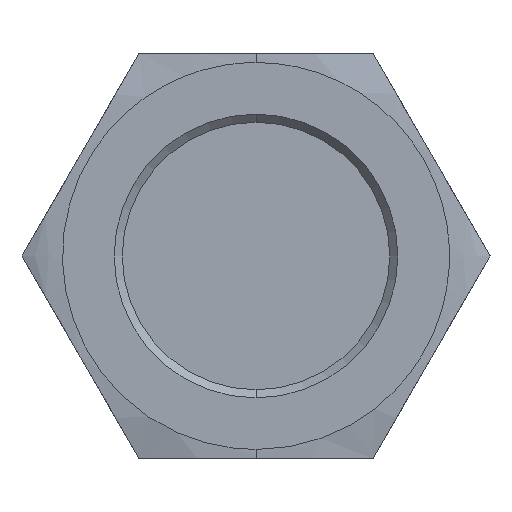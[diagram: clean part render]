
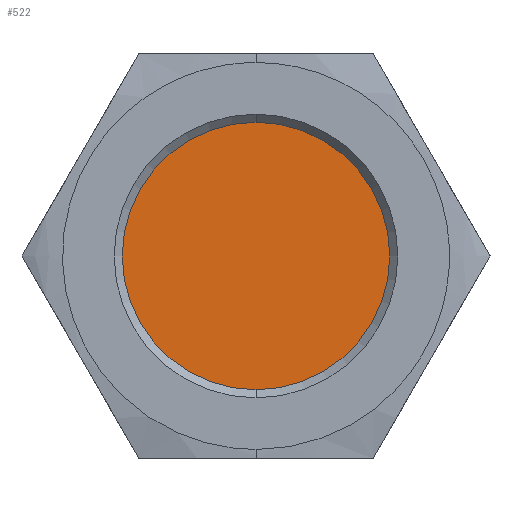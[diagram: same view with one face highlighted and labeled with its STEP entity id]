
A CAD part, front view. The second image highlights one B-rep face of the part: STEP entity #522.
In plain terms, the highlighted planar face has unit normal (0, -1, 0).
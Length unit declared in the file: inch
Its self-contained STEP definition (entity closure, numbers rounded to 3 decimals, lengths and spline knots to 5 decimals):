
#8 = DIRECTION ( 'NONE',  ( 0., 0., -1. ) ) ;
#50 = CARTESIAN_POINT ( 'NONE',  ( 0., -0.25, 0. ) ) ;
#54 = CARTESIAN_POINT ( 'NONE',  ( 0., -0.25, 0.0825 ) ) ;
#56 = CARTESIAN_POINT ( 'NONE',  ( 0., -0.25, 0. ) ) ;
#84 = PLANE ( 'NONE',  #723 ) ;
#111 = ORIENTED_EDGE ( 'NONE', *, *, #330, .T. ) ;
#116 = AXIS2_PLACEMENT_3D ( 'NONE', #403, #728, #8 ) ;
#157 = FACE_OUTER_BOUND ( 'NONE', #364, .T. ) ;
#167 = DIRECTION ( 'NONE',  ( 0., 0., -1. ) ) ;
#256 = VERTEX_POINT ( 'NONE', #515 ) ;
#264 = AXIS2_PLACEMENT_3D ( 'NONE', #50, #352, #743 ) ;
#328 = CIRCLE ( 'NONE', #264, 0.0825 ) ;
#330 = EDGE_CURVE ( 'NONE', #256, #440, #328, .T. ) ;
#352 = DIRECTION ( 'NONE',  ( 0., -1., 0. ) ) ;
#364 = EDGE_LOOP ( 'NONE', ( #111, #426 ) ) ;
#403 = CARTESIAN_POINT ( 'NONE',  ( 0., -0.25, 0. ) ) ;
#426 = ORIENTED_EDGE ( 'NONE', *, *, #787, .T. ) ;
#440 = VERTEX_POINT ( 'NONE', #54 ) ;
#515 = CARTESIAN_POINT ( 'NONE',  ( 0., -0.25, -0.0825 ) ) ;
#522 = ADVANCED_FACE ( 'NONE', ( #157 ), #84, .T. ) ;
#723 = AXIS2_PLACEMENT_3D ( 'NONE', #56, #834, #167 ) ;
#725 = CIRCLE ( 'NONE', #116, 0.0825 ) ;
#728 = DIRECTION ( 'NONE',  ( 0., -1., 0. ) ) ;
#743 = DIRECTION ( 'NONE',  ( 0., 0., -1. ) ) ;
#787 = EDGE_CURVE ( 'NONE', #440, #256, #725, .T. ) ;
#834 = DIRECTION ( 'NONE',  ( 0., -1., 0. ) ) ;
